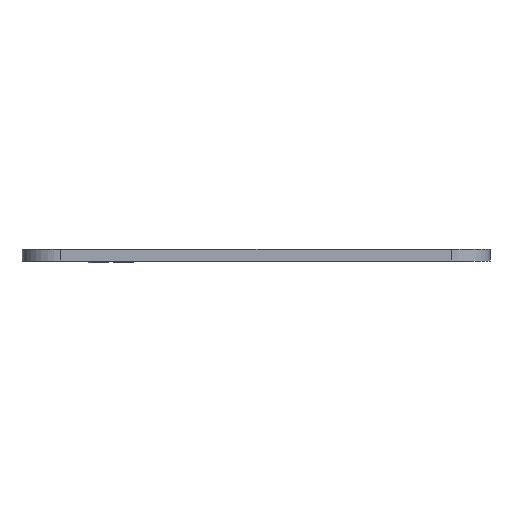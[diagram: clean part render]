
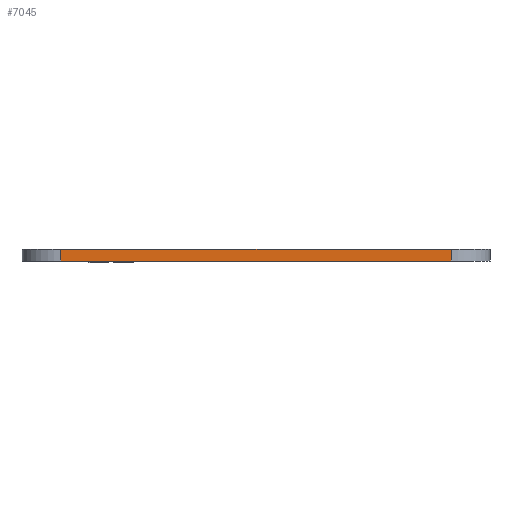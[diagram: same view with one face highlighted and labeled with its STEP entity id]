
A CAD part, left-side view. The second image highlights one B-rep face of the part: STEP entity #7045.
In plain terms, the highlighted planar face has unit normal (-1, 0, 0).
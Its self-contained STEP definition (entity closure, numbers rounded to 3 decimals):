
#1145=FACE_OUTER_BOUND('',#1553,.T.);
#1553=EDGE_LOOP('',(#6482,#6483,#6484,#6485));
#1652=LINE('',#8997,#2219);
#2080=LINE('',#13945,#2647);
#2082=LINE('',#13951,#2649);
#2126=LINE('',#14071,#2693);
#2219=VECTOR('',#7403,10.);
#2647=VECTOR('',#8063,10.);
#2649=VECTOR('',#8069,10.);
#2693=VECTOR('',#8207,10.);
#2798=VERTEX_POINT('',#8994);
#2799=VERTEX_POINT('',#8996);
#3363=VERTEX_POINT('',#13943);
#3364=VERTEX_POINT('',#13947);
#3543=EDGE_CURVE('',#2798,#2799,#1652,.T.);
#4375=EDGE_CURVE('',#3363,#2798,#2080,.T.);
#4378=EDGE_CURVE('',#2799,#3364,#2082,.T.);
#4438=EDGE_CURVE('',#3364,#3363,#2126,.T.);
#6482=ORIENTED_EDGE('',*,*,#4375,.F.);
#6483=ORIENTED_EDGE('',*,*,#4438,.F.);
#6484=ORIENTED_EDGE('',*,*,#4378,.F.);
#6485=ORIENTED_EDGE('',*,*,#3543,.F.);
#6669=PLANE('',#7255);
#7045=ADVANCED_FACE('',(#1145),#6669,.T.);
#7255=AXIS2_PLACEMENT_3D('',#14070,#8205,#8206);
#7403=DIRECTION('',(0.,1.,0.));
#8063=DIRECTION('',(0.,0.,-1.));
#8069=DIRECTION('',(0.,0.,1.));
#8205=DIRECTION('center_axis',(-1.,0.,0.));
#8206=DIRECTION('ref_axis',(0.,-1.,0.));
#8207=DIRECTION('',(0.,-1.,0.));
#8994=CARTESIAN_POINT('',(-9.515,-42.615,0.));
#8996=CARTESIAN_POINT('',(-9.515,7.585,0.));
#8997=CARTESIAN_POINT('',(-9.515,-47.615,0.));
#13943=CARTESIAN_POINT('',(-9.515,-42.615,1.5));
#13945=CARTESIAN_POINT('',(-9.515,-42.615,0.));
#13947=CARTESIAN_POINT('',(-9.515,7.585,1.5));
#13951=CARTESIAN_POINT('',(-9.515,7.585,0.));
#14070=CARTESIAN_POINT('Origin',(-9.515,12.585,0.));
#14071=CARTESIAN_POINT('',(-9.515,-47.615,1.5));
